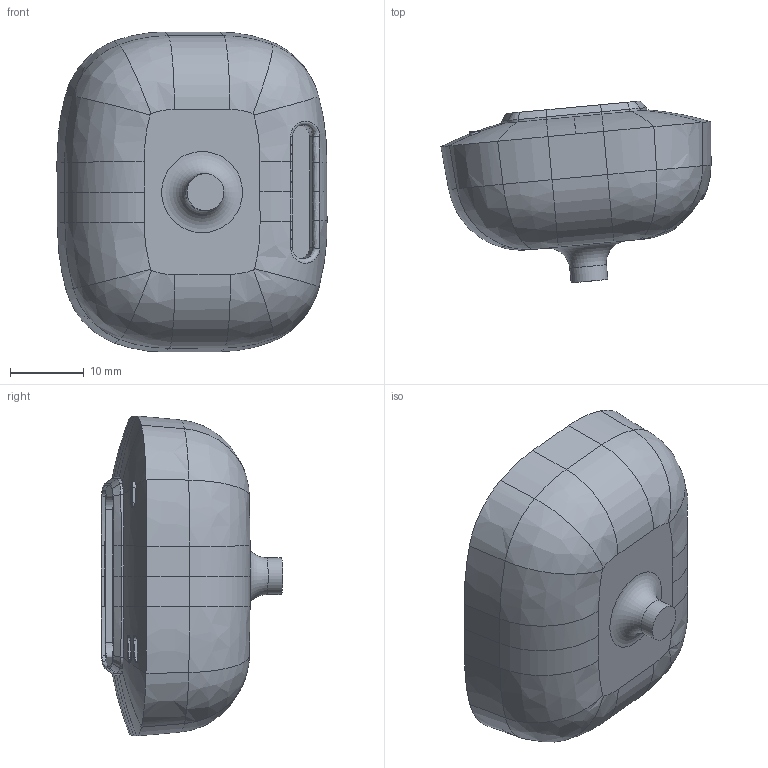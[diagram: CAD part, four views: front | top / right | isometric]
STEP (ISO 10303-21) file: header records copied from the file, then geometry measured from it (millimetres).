
FILE_DESCRIPTION(/* description */ (''),/* implementation_level */ '2;1');
FILE_NAME(/* name */ 'CS_Camera_HD3000.ipt.stp',/* time_stamp */ '2016-01-07T16:43:20-08:00',/* author */ ('Autodesk Inc.'),/* organization */ ('Autodesk Inc.'),/* preprocessor_version */ 'ST-DEVELOPER v16.1',/* originating_system */ 'Autodesk Inventor 2016',/* authorisation */ '');
FILE_SCHEMA (('AUTOMOTIVE_DESIGN { 1 0 10303 214 3 1 1 }'));
Length unit declared in the file: millimetre
Products named in the file (1): CS_Camera_HD3000
Bounding box: 36.61 x 24.63 x 43.36 mm (x, y, z)
Volume: 19191.2 mm3; surface area: 6595.6 mm2
Topology: 1 solids, 1 shells, 301 faces, 750 edges, 455 vertices
Faces by surface type: bspline 144, plane 97, cylinder 52, torus 4, cone 4
Full cylindrical faces by diameter (mm): 3.363 x1, 5 x1
Entity records: 11811 total; most frequent: CARTESIAN_POINT 5245, ORIENTED_EDGE 1494, DIRECTION 942, EDGE_CURVE 746, VERTEX_POINT 455, AXIS2_PLACEMENT_3D 322, EDGE_LOOP 314, FACE_OUTER_BOUND 301
